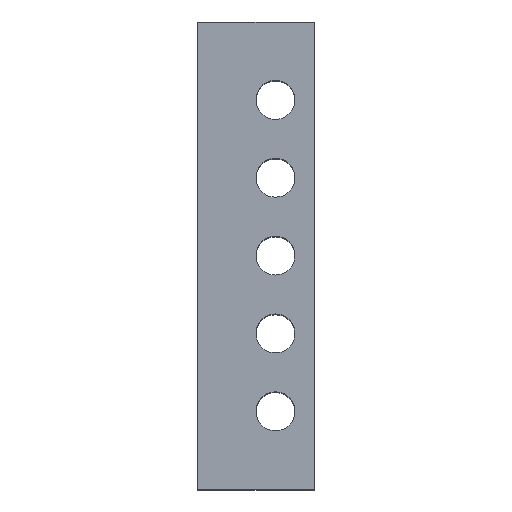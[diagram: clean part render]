
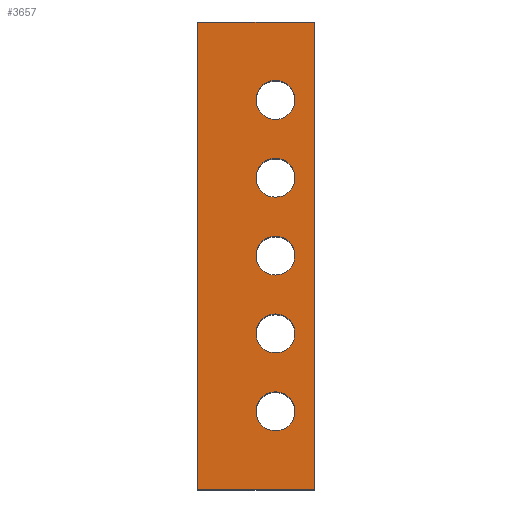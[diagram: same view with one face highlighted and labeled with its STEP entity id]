
A CAD part, top view. The second image highlights one B-rep face of the part: STEP entity #3657.
In plain terms, the highlighted planar face has unit normal (0, 0, 1).
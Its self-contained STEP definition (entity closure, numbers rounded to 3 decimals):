
#17 = ORIENTED_EDGE ( 'NONE', *, *, #1618, .T. ) ;
#42 = VERTEX_POINT ( 'NONE', #172 ) ;
#65 = EDGE_CURVE ( 'NONE', #926, #2847, #1595, .T. ) ;
#67 = EDGE_LOOP ( 'NONE', ( #3193, #1379 ) ) ;
#73 = FACE_BOUND ( 'NONE', #1879, .T. ) ;
#155 = ORIENTED_EDGE ( 'NONE', *, *, #335, .T. ) ;
#156 = CARTESIAN_POINT ( 'NONE',  ( -16., 16., 2.5 ) ) ;
#172 = CARTESIAN_POINT ( 'NONE',  ( -14., 16., 2.5 ) ) ;
#218 = EDGE_CURVE ( 'NONE', #2768, #294, #555, .T. ) ;
#230 = CIRCLE ( 'NONE', #2210, 2. ) ;
#248 = CARTESIAN_POINT ( 'NONE',  ( -16., 16., 2.5 ) ) ;
#294 = VERTEX_POINT ( 'NONE', #3498 ) ;
#335 = EDGE_CURVE ( 'NONE', #42, #3165, #2332, .T. ) ;
#367 = LINE ( 'NONE', #1878, #503 ) ;
#375 = CARTESIAN_POINT ( 'NONE',  ( -16., 40., 2.5 ) ) ;
#376 = CARTESIAN_POINT ( 'NONE',  ( -16., 8., 2.5 ) ) ;
#388 = DIRECTION ( 'NONE',  ( 1., 0., 0. ) ) ;
#389 = AXIS2_PLACEMENT_3D ( 'NONE', #156, #2192, #1255 ) ;
#431 = CARTESIAN_POINT ( 'NONE',  ( -14., 40., 2.5 ) ) ;
#439 = DIRECTION ( 'NONE',  ( 0., 0., -1. ) ) ;
#482 = EDGE_CURVE ( 'NONE', #926, #1422, #367, .T. ) ;
#489 = CARTESIAN_POINT ( 'NONE',  ( -12., 0., 2.5 ) ) ;
#503 = VECTOR ( 'NONE', #2124, 1000. ) ;
#541 = ORIENTED_EDGE ( 'NONE', *, *, #679, .T. ) ;
#555 = CIRCLE ( 'NONE', #3157, 2. ) ;
#561 = DIRECTION ( 'NONE',  ( 0., 0., -1. ) ) ;
#646 = CARTESIAN_POINT ( 'NONE',  ( 24., 0., 2.5 ) ) ;
#679 = EDGE_CURVE ( 'NONE', #1917, #3678, #3654, .T. ) ;
#728 = EDGE_CURVE ( 'NONE', #1841, #3794, #2849, .T. ) ;
#840 = ORIENTED_EDGE ( 'NONE', *, *, #3733, .T. ) ;
#855 = FACE_BOUND ( 'NONE', #3360, .T. ) ;
#892 = CARTESIAN_POINT ( 'NONE',  ( -16., 24., 2.5 ) ) ;
#926 = VERTEX_POINT ( 'NONE', #1003 ) ;
#951 = FACE_BOUND ( 'NONE', #67, .T. ) ;
#1003 = CARTESIAN_POINT ( 'NONE',  ( -24., 48., 2.5 ) ) ;
#1009 = VECTOR ( 'NONE', #2993, 1000. ) ;
#1068 = ORIENTED_EDGE ( 'NONE', *, *, #728, .T. ) ;
#1078 = DIRECTION ( 'NONE',  ( -1., 0., 0. ) ) ;
#1093 = VECTOR ( 'NONE', #388, 1000. ) ;
#1130 = ORIENTED_EDGE ( 'NONE', *, *, #482, .F. ) ;
#1172 = CIRCLE ( 'NONE', #2260, 2. ) ;
#1231 = DIRECTION ( 'NONE',  ( 0., 0., -1. ) ) ;
#1238 = EDGE_LOOP ( 'NONE', ( #1750, #1390 ) ) ;
#1255 = DIRECTION ( 'NONE',  ( -1., 0., 0. ) ) ;
#1379 = ORIENTED_EDGE ( 'NONE', *, *, #218, .T. ) ;
#1390 = ORIENTED_EDGE ( 'NONE', *, *, #2715, .T. ) ;
#1422 = VERTEX_POINT ( 'NONE', #2977 ) ;
#1447 = DIRECTION ( 'NONE',  ( 0., 0., -1. ) ) ;
#1455 = CIRCLE ( 'NONE', #3764, 2. ) ;
#1516 = CARTESIAN_POINT ( 'NONE',  ( -18., 16., 2.5 ) ) ;
#1529 = FACE_BOUND ( 'NONE', #1695, .T. ) ;
#1568 = DIRECTION ( 'NONE',  ( 0., -1., 0. ) ) ;
#1590 = CARTESIAN_POINT ( 'NONE',  ( -24., 48., 2.5 ) ) ;
#1595 = LINE ( 'NONE', #1590, #1009 ) ;
#1612 = DIRECTION ( 'NONE',  ( -1., 0., 0. ) ) ;
#1618 = EDGE_CURVE ( 'NONE', #3165, #42, #2018, .T. ) ;
#1647 = CARTESIAN_POINT ( 'NONE',  ( -24., 0., 2.5 ) ) ;
#1658 = PLANE ( 'NONE',  #2181 ) ;
#1680 = CARTESIAN_POINT ( 'NONE',  ( -14., 24., 2.5 ) ) ;
#1695 = EDGE_LOOP ( 'NONE', ( #541, #840 ) ) ;
#1740 = DIRECTION ( 'NONE',  ( -1., 0., 0. ) ) ;
#1750 = ORIENTED_EDGE ( 'NONE', *, *, #2541, .T. ) ;
#1812 = AXIS2_PLACEMENT_3D ( 'NONE', #2912, #1447, #3175 ) ;
#1841 = VERTEX_POINT ( 'NONE', #3136 ) ;
#1878 = CARTESIAN_POINT ( 'NONE',  ( 24., 48., 2.5 ) ) ;
#1879 = EDGE_LOOP ( 'NONE', ( #2058, #1068 ) ) ;
#1904 = FACE_OUTER_BOUND ( 'NONE', #2001, .T. ) ;
#1917 = VERTEX_POINT ( 'NONE', #2950 ) ;
#1955 = CARTESIAN_POINT ( 'NONE',  ( 24., 48., 2.5 ) ) ;
#1959 = DIRECTION ( 'NONE',  ( 0., 0., -1. ) ) ;
#2001 = EDGE_LOOP ( 'NONE', ( #2130, #3260, #1130, #2298 ) ) ;
#2018 = CIRCLE ( 'NONE', #389, 2. ) ;
#2019 = DIRECTION ( 'NONE',  ( 0., 0., -1. ) ) ;
#2040 = CARTESIAN_POINT ( 'NONE',  ( -16., 24., 2.5 ) ) ;
#2058 = ORIENTED_EDGE ( 'NONE', *, *, #2887, .T. ) ;
#2086 = VECTOR ( 'NONE', #1568, 1000. ) ;
#2124 = DIRECTION ( 'NONE',  ( 1., 0., 0. ) ) ;
#2130 = ORIENTED_EDGE ( 'NONE', *, *, #2562, .T. ) ;
#2155 = VERTEX_POINT ( 'NONE', #2786 ) ;
#2181 = AXIS2_PLACEMENT_3D ( 'NONE', #1955, #561, #2264 ) ;
#2190 = CARTESIAN_POINT ( 'NONE',  ( -16., 8., 2.5 ) ) ;
#2192 = DIRECTION ( 'NONE',  ( 0., 0., -1. ) ) ;
#2210 = AXIS2_PLACEMENT_3D ( 'NONE', #376, #1231, #2402 ) ;
#2219 = FACE_BOUND ( 'NONE', #1238, .T. ) ;
#2260 = AXIS2_PLACEMENT_3D ( 'NONE', #375, #2437, #2460 ) ;
#2264 = DIRECTION ( 'NONE',  ( -1., 0., 0. ) ) ;
#2270 = LINE ( 'NONE', #3322, #2086 ) ;
#2286 = DIRECTION ( 'NONE',  ( -1., 0., 0. ) ) ;
#2298 = ORIENTED_EDGE ( 'NONE', *, *, #65, .T. ) ;
#2313 = DIRECTION ( 'NONE',  ( -1., 0., 0. ) ) ;
#2327 = CARTESIAN_POINT ( 'NONE',  ( -18., 32., 2.5 ) ) ;
#2332 = CIRCLE ( 'NONE', #3451, 2. ) ;
#2402 = DIRECTION ( 'NONE',  ( -1., 0., 0. ) ) ;
#2437 = DIRECTION ( 'NONE',  ( 0., 0., -1. ) ) ;
#2460 = DIRECTION ( 'NONE',  ( -1., 0., 0. ) ) ;
#2541 = EDGE_CURVE ( 'NONE', #3401, #2155, #230, .T. ) ;
#2545 = DIRECTION ( 'NONE',  ( 0., 0., -1. ) ) ;
#2562 = EDGE_CURVE ( 'NONE', #2847, #3485, #3804, .T. ) ;
#2715 = EDGE_CURVE ( 'NONE', #2155, #3401, #3469, .T. ) ;
#2768 = VERTEX_POINT ( 'NONE', #431 ) ;
#2786 = CARTESIAN_POINT ( 'NONE',  ( -14., 8., 2.5 ) ) ;
#2791 = AXIS2_PLACEMENT_3D ( 'NONE', #2852, #1959, #1078 ) ;
#2814 = CARTESIAN_POINT ( 'NONE',  ( -18., 8., 2.5 ) ) ;
#2847 = VERTEX_POINT ( 'NONE', #1647 ) ;
#2849 = CIRCLE ( 'NONE', #1812, 2. ) ;
#2852 = CARTESIAN_POINT ( 'NONE',  ( -16., 32., 2.5 ) ) ;
#2887 = EDGE_CURVE ( 'NONE', #3794, #1841, #3799, .T. ) ;
#2912 = CARTESIAN_POINT ( 'NONE',  ( -16., 32., 2.5 ) ) ;
#2950 = CARTESIAN_POINT ( 'NONE',  ( -18., 24., 2.5 ) ) ;
#2977 = CARTESIAN_POINT ( 'NONE',  ( -12., 48., 2.5 ) ) ;
#2993 = DIRECTION ( 'NONE',  ( 0., -1., 0. ) ) ;
#3136 = CARTESIAN_POINT ( 'NONE',  ( -14., 32., 2.5 ) ) ;
#3157 = AXIS2_PLACEMENT_3D ( 'NONE', #3727, #2545, #3189 ) ;
#3165 = VERTEX_POINT ( 'NONE', #1516 ) ;
#3175 = DIRECTION ( 'NONE',  ( -1., 0., 0. ) ) ;
#3189 = DIRECTION ( 'NONE',  ( -1., 0., 0. ) ) ;
#3193 = ORIENTED_EDGE ( 'NONE', *, *, #3202, .T. ) ;
#3202 = EDGE_CURVE ( 'NONE', #294, #2768, #1172, .T. ) ;
#3208 = DIRECTION ( 'NONE',  ( 0., 0., -1. ) ) ;
#3260 = ORIENTED_EDGE ( 'NONE', *, *, #3296, .F. ) ;
#3296 = EDGE_CURVE ( 'NONE', #1422, #3485, #2270, .T. ) ;
#3322 = CARTESIAN_POINT ( 'NONE',  ( -12., 57.823, 2.5 ) ) ;
#3360 = EDGE_LOOP ( 'NONE', ( #17, #155 ) ) ;
#3401 = VERTEX_POINT ( 'NONE', #2814 ) ;
#3451 = AXIS2_PLACEMENT_3D ( 'NONE', #248, #3489, #2286 ) ;
#3469 = CIRCLE ( 'NONE', #3587, 2. ) ;
#3485 = VERTEX_POINT ( 'NONE', #489 ) ;
#3489 = DIRECTION ( 'NONE',  ( 0., 0., -1. ) ) ;
#3498 = CARTESIAN_POINT ( 'NONE',  ( -18., 40., 2.5 ) ) ;
#3499 = AXIS2_PLACEMENT_3D ( 'NONE', #892, #2019, #1740 ) ;
#3587 = AXIS2_PLACEMENT_3D ( 'NONE', #2190, #439, #1612 ) ;
#3654 = CIRCLE ( 'NONE', #3499, 2. ) ;
#3657 = ADVANCED_FACE ( 'NONE', ( #855, #2219, #1904, #1529, #73, #951 ), #1658, .F. ) ;
#3678 = VERTEX_POINT ( 'NONE', #1680 ) ;
#3727 = CARTESIAN_POINT ( 'NONE',  ( -16., 40., 2.5 ) ) ;
#3733 = EDGE_CURVE ( 'NONE', #3678, #1917, #1455, .T. ) ;
#3764 = AXIS2_PLACEMENT_3D ( 'NONE', #2040, #3208, #2313 ) ;
#3794 = VERTEX_POINT ( 'NONE', #2327 ) ;
#3799 = CIRCLE ( 'NONE', #2791, 2. ) ;
#3804 = LINE ( 'NONE', #646, #1093 ) ;
